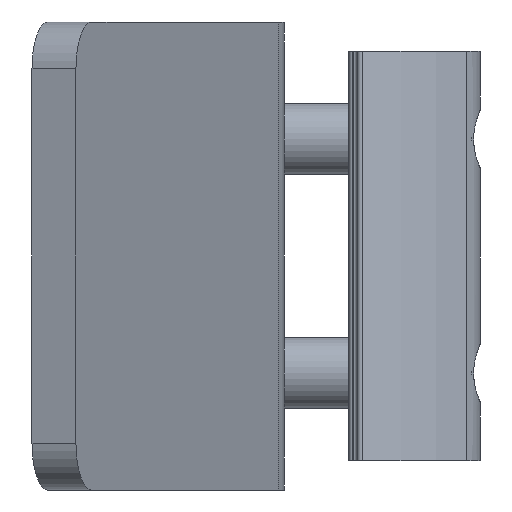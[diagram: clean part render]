
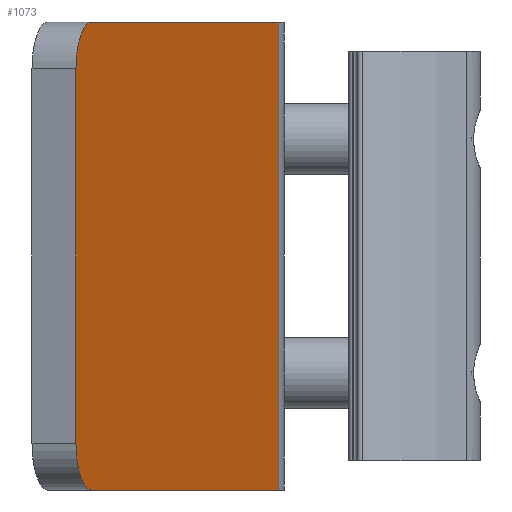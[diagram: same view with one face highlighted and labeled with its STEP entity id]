
A CAD part, front view. The second image highlights one B-rep face of the part: STEP entity #1073.
In plain terms, the highlighted face is planar.
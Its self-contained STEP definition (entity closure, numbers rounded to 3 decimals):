
#68=PLANE('',#1237);
#111=FACE_OUTER_BOUND('',#173,.T.);
#173=EDGE_LOOP('',(#820,#821,#822,#823,#824,#825));
#240=LINE('',#1735,#331);
#246=LINE('',#1751,#337);
#259=LINE('',#1787,#350);
#261=LINE('',#1792,#352);
#331=VECTOR('',#1386,10.);
#337=VECTOR('',#1402,10.);
#350=VECTOR('',#1435,10.);
#352=VECTOR('',#1443,5.76);
#410=CIRCLE('',#1212,4.);
#413=CIRCLE('',#1218,4.);
#479=VERTEX_POINT('',#1722);
#480=VERTEX_POINT('',#1723);
#484=VERTEX_POINT('',#1733);
#488=VERTEX_POINT('',#1745);
#489=VERTEX_POINT('',#1749);
#502=VERTEX_POINT('',#1786);
#590=EDGE_CURVE('',#479,#480,#410,.T.);
#596=EDGE_CURVE('',#484,#479,#240,.T.);
#601=EDGE_CURVE('',#488,#484,#413,.T.);
#604=EDGE_CURVE('',#489,#488,#246,.T.);
#621=EDGE_CURVE('',#489,#502,#259,.T.);
#625=EDGE_CURVE('',#480,#502,#261,.T.);
#820=ORIENTED_EDGE('',*,*,#590,.F.);
#821=ORIENTED_EDGE('',*,*,#596,.F.);
#822=ORIENTED_EDGE('',*,*,#601,.F.);
#823=ORIENTED_EDGE('',*,*,#604,.F.);
#824=ORIENTED_EDGE('',*,*,#621,.T.);
#825=ORIENTED_EDGE('',*,*,#625,.F.);
#1073=ADVANCED_FACE('',(#111),#68,.F.);
#1212=AXIS2_PLACEMENT_3D('',#1724,#1376,#1377);
#1218=AXIS2_PLACEMENT_3D('',#1746,#1396,#1397);
#1237=AXIS2_PLACEMENT_3D('',#1798,#1453,#1454);
#1376=DIRECTION('center_axis',(-0.342,0.,
0.94));
#1377=DIRECTION('ref_axis',(0.664,0.707,0.242));
#1386=DIRECTION('',(0.,1.,0.));
#1396=DIRECTION('center_axis',(-0.342,0.,
0.94));
#1397=DIRECTION('ref_axis',(0.664,-0.707,0.242));
#1402=DIRECTION('',(0.94,0.,0.342));
#1435=DIRECTION('',(0.,1.,0.));
#1443=DIRECTION('',(-0.94,0.,-0.342));
#1453=DIRECTION('center_axis',(-0.342,0.,
0.94));
#1454=DIRECTION('ref_axis',(0.94,0.,0.342));
#1722=CARTESIAN_POINT('',(75.275,16.,17.785));
#1723=CARTESIAN_POINT('',(71.516,20.,16.417));
#1724=CARTESIAN_POINT('Origin',(71.516,16.,16.417));
#1733=CARTESIAN_POINT('',(75.275,-16.,17.785));
#1735=CARTESIAN_POINT('',(75.275,-20.,17.785));
#1745=CARTESIAN_POINT('',(71.516,-20.,16.417));
#1746=CARTESIAN_POINT('Origin',(71.516,-16.,16.417));
#1749=CARTESIAN_POINT('',(27.736,-20.,0.482));
#1751=CARTESIAN_POINT('',(27.736,-20.,0.482));
#1786=CARTESIAN_POINT('',(27.736,20.,0.482));
#1787=CARTESIAN_POINT('',(27.736,0.,0.482));
#1792=CARTESIAN_POINT('',(10.732,20.,-5.707));
#1798=CARTESIAN_POINT('Origin',(50.561,0.,
8.79));
